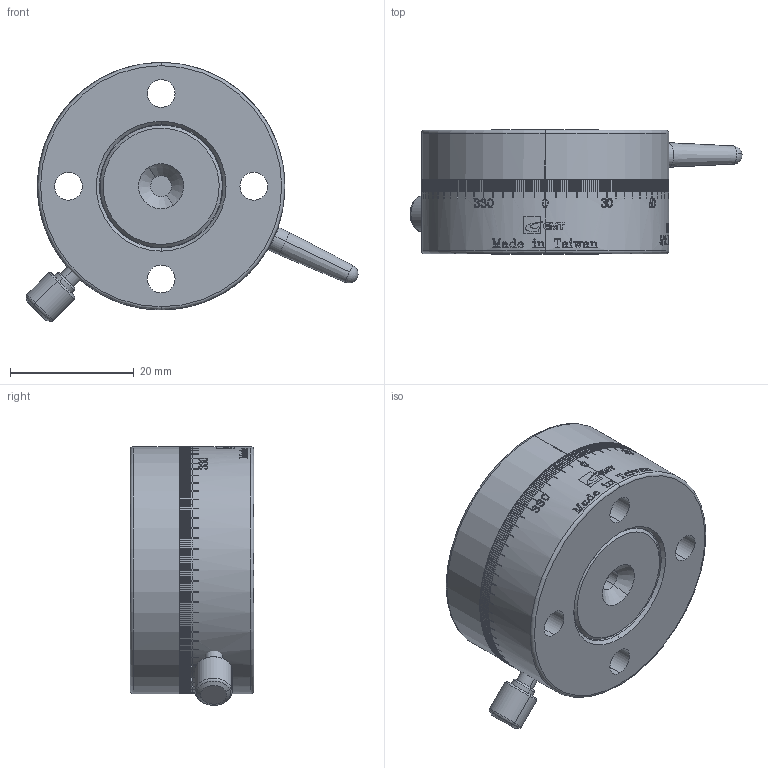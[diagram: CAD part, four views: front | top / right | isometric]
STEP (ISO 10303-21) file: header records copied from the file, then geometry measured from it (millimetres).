
FILE_DESCRIPTION (( 'STEP AP203' ), '1' );
FILE_NAME ('MRE40-A(«¬¿ý).STEP', '2013-10-09T05:07:25', ( '' ), ( '' ), 'SwSTEP 2.0', 'SolidWorks 2013', '' );
FILE_SCHEMA (( 'CONFIG_CONTROL_DESIGN' ));
Products named in the file (2): Group1^MRE40-A(型錄); MRE40-A(型錄)
Assembly tree (1 placements, depth 2):
  MRE40-A(型錄)
    Group1^MRE40-A(型錄)
Bounding box: 53.71 x 20 x 41.86 mm (x, y, z)
Volume: 21284.9 mm3; surface area: 11596.7 mm2
Topology: 5 solids, 6 shells, 2773 faces, 7993 edges, 5311 vertices
Faces by surface type: plane 1825, bspline 743, cylinder 161, cone 36, torus 6, sphere 2
Entity records: 111852 total; most frequent: CARTESIAN_POINT 42968, ORIENTED_EDGE 15982, DIRECTION 11743, EDGE_CURVE 7991, VERTEX_POINT 5311, LINE 5027, VECTOR 5027, AXIS2_PLACEMENT_3D 3358
